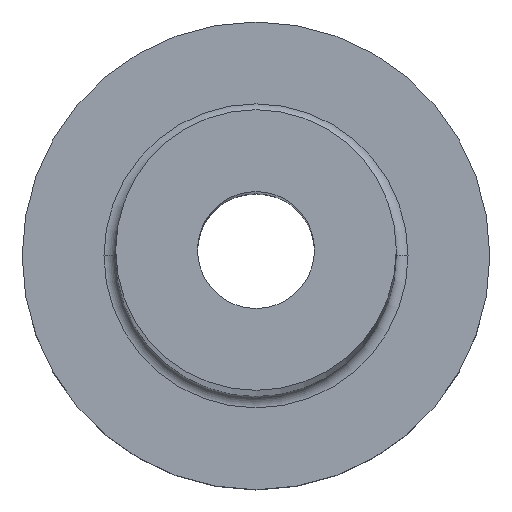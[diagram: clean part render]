
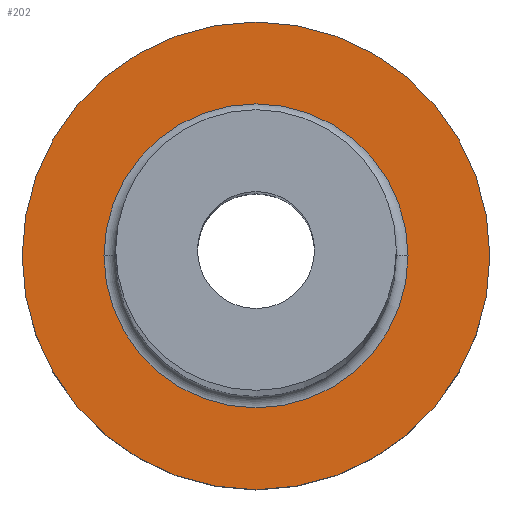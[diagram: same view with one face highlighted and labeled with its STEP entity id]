
A CAD part, top view. The second image highlights one B-rep face of the part: STEP entity #202.
In plain terms, the highlighted planar face has unit normal (0, 0, 1).
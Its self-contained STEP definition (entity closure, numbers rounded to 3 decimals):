
#5 = AXIS2_PLACEMENT_3D ( 'NONE', #440, #301, #372 ) ;
#30 = DIRECTION ( 'NONE',  ( 0., 0., 1. ) ) ;
#35 = DIRECTION ( 'NONE',  ( 0., 0., 1. ) ) ;
#38 = DIRECTION ( 'NONE',  ( 1., 0., 0. ) ) ;
#46 = DIRECTION ( 'NONE',  ( 0., 0., 1. ) ) ;
#60 = DIRECTION ( 'NONE',  ( 1., 0., 0. ) ) ;
#66 = CARTESIAN_POINT ( 'NONE',  ( 0., 0., 7. ) ) ;
#67 = ORIENTED_EDGE ( 'NONE', *, *, #389, .T. ) ;
#70 = CIRCLE ( 'NONE', #194, 10. ) ;
#75 = CARTESIAN_POINT ( 'NONE',  ( -10., 0., 7. ) ) ;
#101 = ORIENTED_EDGE ( 'NONE', *, *, #108, .T. ) ;
#108 = EDGE_CURVE ( 'NONE', #229, #396, #282, .T. ) ;
#135 = DIRECTION ( 'NONE',  ( 1., 0., 0. ) ) ;
#136 = DIRECTION ( 'NONE',  ( 1., 0., 0. ) ) ;
#159 = FACE_OUTER_BOUND ( 'NONE', #268, .T. ) ;
#160 = AXIS2_PLACEMENT_3D ( 'NONE', #66, #35, #135 ) ;
#173 = DIRECTION ( 'NONE',  ( 0., 0., -1. ) ) ;
#194 = AXIS2_PLACEMENT_3D ( 'NONE', #328, #46, #38 ) ;
#202 = ADVANCED_FACE ( 'NONE', ( #352, #159 ), #393, .T. ) ;
#214 = AXIS2_PLACEMENT_3D ( 'NONE', #239, #173, #136 ) ;
#227 = EDGE_LOOP ( 'NONE', ( #101, #407 ) ) ;
#229 = VERTEX_POINT ( 'NONE', #343 ) ;
#239 = CARTESIAN_POINT ( 'NONE',  ( 0., 0., 7. ) ) ;
#243 = CARTESIAN_POINT ( 'NONE',  ( -6.5, 0., 7. ) ) ;
#256 = EDGE_CURVE ( 'NONE', #390, #450, #448, .T. ) ;
#268 = EDGE_LOOP ( 'NONE', ( #385, #67 ) ) ;
#270 = AXIS2_PLACEMENT_3D ( 'NONE', #435, #30, #60 ) ;
#282 = CIRCLE ( 'NONE', #5, 6.5 ) ;
#301 = DIRECTION ( 'NONE',  ( 0., 0., -1. ) ) ;
#328 = CARTESIAN_POINT ( 'NONE',  ( 0., 0., 7. ) ) ;
#331 = CARTESIAN_POINT ( 'NONE',  ( 10., 0., 7. ) ) ;
#343 = CARTESIAN_POINT ( 'NONE',  ( 6.5, 0., 7. ) ) ;
#352 = FACE_BOUND ( 'NONE', #227, .T. ) ;
#363 = EDGE_CURVE ( 'NONE', #396, #229, #421, .T. ) ;
#372 = DIRECTION ( 'NONE',  ( 1., 0., 0. ) ) ;
#385 = ORIENTED_EDGE ( 'NONE', *, *, #256, .T. ) ;
#389 = EDGE_CURVE ( 'NONE', #450, #390, #70, .T. ) ;
#390 = VERTEX_POINT ( 'NONE', #75 ) ;
#393 = PLANE ( 'NONE',  #160 ) ;
#396 = VERTEX_POINT ( 'NONE', #243 ) ;
#407 = ORIENTED_EDGE ( 'NONE', *, *, #363, .T. ) ;
#421 = CIRCLE ( 'NONE', #214, 6.5 ) ;
#435 = CARTESIAN_POINT ( 'NONE',  ( 0., 0., 7. ) ) ;
#440 = CARTESIAN_POINT ( 'NONE',  ( 0., 0., 7. ) ) ;
#448 = CIRCLE ( 'NONE', #270, 10. ) ;
#450 = VERTEX_POINT ( 'NONE', #331 ) ;
